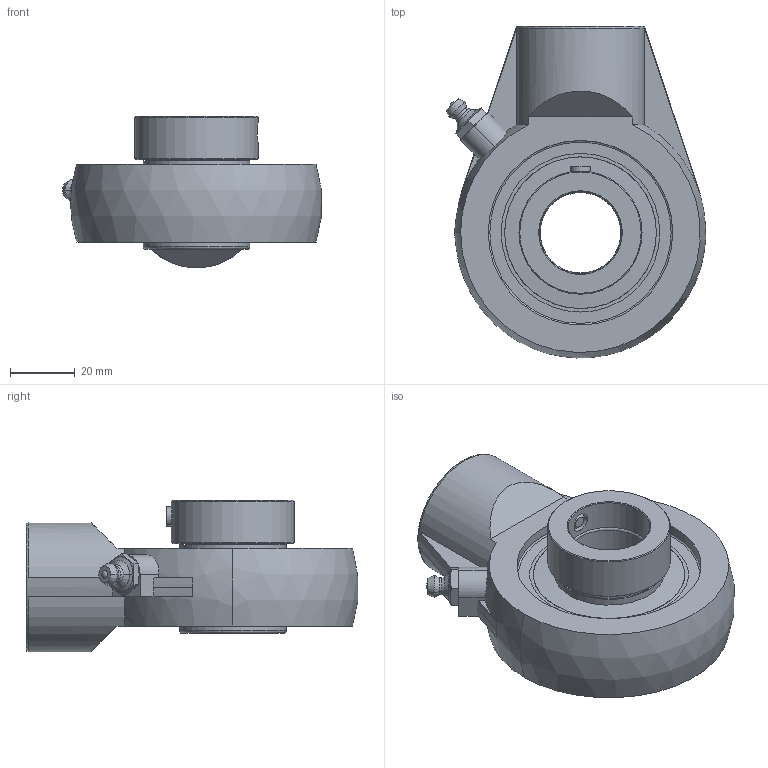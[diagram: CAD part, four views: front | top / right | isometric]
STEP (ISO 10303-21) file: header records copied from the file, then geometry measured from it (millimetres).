
FILE_DESCRIPTION(('HOOPS Exchange Step'),'2;1');
FILE_NAME('export-12424DCF-6F90-4A69-A455-E3F08E081E2C.stp','2019-12-13T13:19:37-08:00',('ibuslach'),('Alibre'),'HOOPS Exchange 2019.2','Alibre','Unknown authorisation');
FILE_SCHEMA( ('AP242_MANAGED_MODEL_BASED_3D_ENGINEERING_MIM_LF {1 0 10303 442 1 1 4 }') );
Length unit declared in the file: centimetre
Products named in the file (8): MRN SHA 205; ZERK 6mm; SNC 205 25mm RACES; SNC 205 25mm COLLAR; SNC 205 25mm SHIELD; M6 SETSCREW; MRN SNC 205 25mm; MRN SNCHA 205
Assembly tree (7 placements, depth 3):
  MRN SNCHA 205
    MRN SHA 205
    ZERK 6mm
    MRN SNC 205 25mm
      SNC 205 25mm RACES
      SNC 205 25mm COLLAR
      SNC 205 25mm SHIELD
      M6 SETSCREW
Bounding box: 80.22 x 102.77 x 46.96 mm (x, y, z)
Volume: 113419.2 mm3; surface area: 43333.9 mm2
Topology: 8 solids, 8 shells, 167 faces, 442 edges, 293 vertices
Faces by surface type: plane 62, cylinder 45, cone 37, torus 12, sphere 7, bspline 4
Full cylindrical faces by diameter (mm): 1.507 x2, 5.994 x2, 6 x3, 19.05 x1, 25 x1, 25.4 x1, 30.683 x2, 33.02 x4, 34.036 x2, 38.1 x1, 45.212 x2, 46.99 x4, 57.143 x2
Entity records: 7921 total; most frequent: CARTESIAN_POINT 3504, DIRECTION 954, ORIENTED_EDGE 874, EDGE_CURVE 437, AXIS2_PLACEMENT_3D 412, VERTEX_POINT 293, CIRCLE 214, EDGE_LOOP 194
